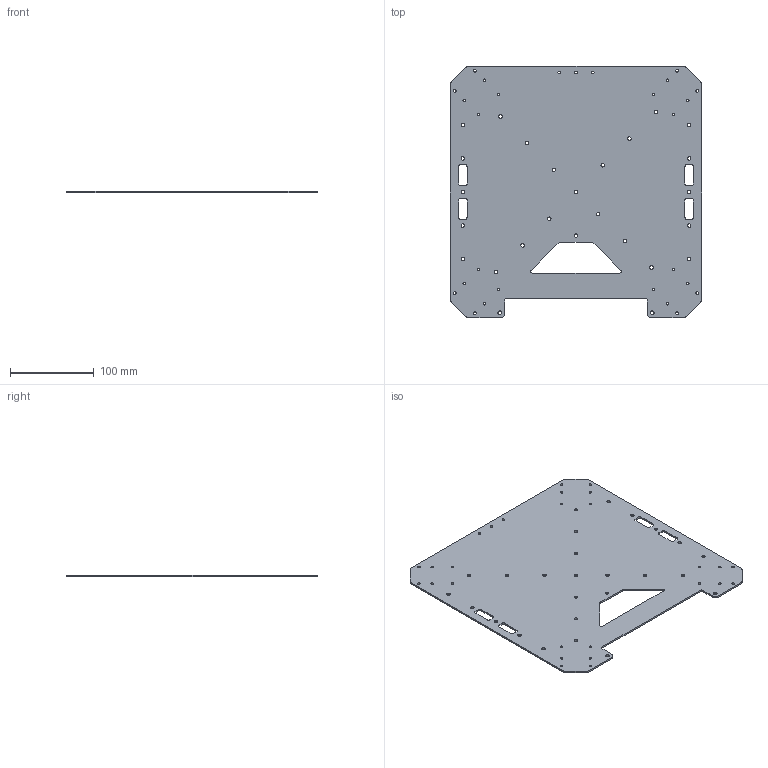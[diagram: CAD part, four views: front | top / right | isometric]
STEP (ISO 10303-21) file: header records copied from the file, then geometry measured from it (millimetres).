
FILE_DESCRIPTION(/* description */ (''),/* implementation_level */ '2;1');
FILE_NAME(/* name */ 'part2.step',/* time_stamp */ '2025-06-18T02:05:41+03:00',/* author */ (''),/* organization */ (''),/* preprocessor_version */ 'ST-DEVELOPER v20.1',/* originating_system */ 'Autodesk Translation Framework v14.10.0.0',/* authorisation */ '');
FILE_SCHEMA (('AUTOMOTIVE_DESIGN { 1 0 10303 214 3 1 1 }'));
Length unit declared in the file: millimetre
Products named in the file (4): Drone_Assembly; 1000-AirframeStructure; 1100-Plates; Bottom_Plate
Assembly tree (3 placements, depth 4):
  Drone_Assembly
    1000-AirframeStructure
      1100-Plates
        Bottom_Plate
Bounding box: 300 x 300 x 2 mm (x, y, z)
Volume: 161763 mm3; surface area: 166372.2 mm2
Topology: 1 solids, 1 shells, 119 faces, 351 edges, 234 vertices
Faces by surface type: cylinder 85, plane 34
Full cylindrical faces by diameter (mm): 3 x24, 3.2 x3, 4.2 x26
Entity records: 4415 total; most frequent: DIRECTION 773, CARTESIAN_POINT 711, ORIENTED_EDGE 702, EDGE_CURVE 351, AXIS2_PLACEMENT_3D 296, EDGE_LOOP 235, VERTEX_POINT 234, LINE 181
